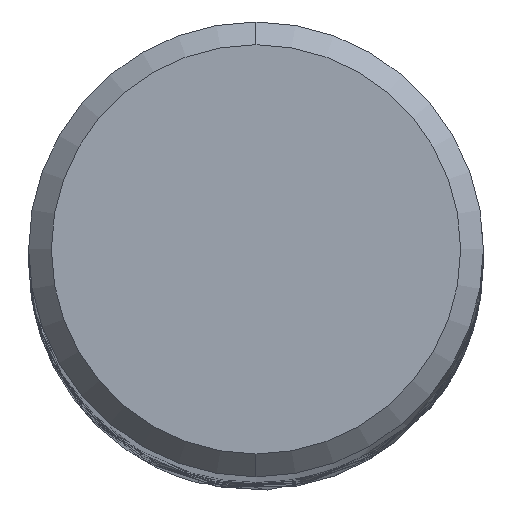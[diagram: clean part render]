
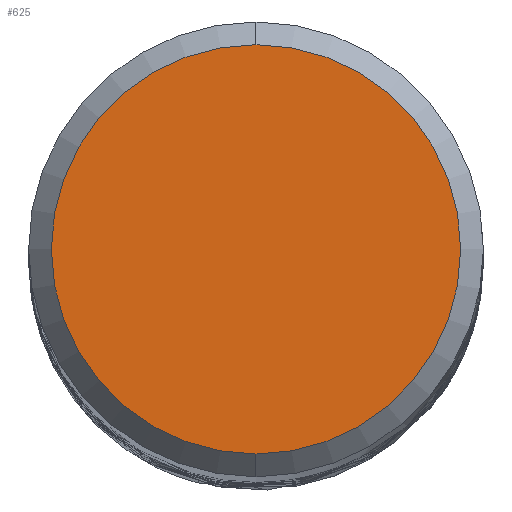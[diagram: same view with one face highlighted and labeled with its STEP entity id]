
A CAD part, top view. The second image highlights one B-rep face of the part: STEP entity #625.
In plain terms, the highlighted planar face has unit normal (0, 0, 1).
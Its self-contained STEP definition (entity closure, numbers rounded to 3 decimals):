
#367=EDGE_CURVE('',#683,#837,#997,.T.);
#625=ADVANCED_FACE('',(#1280),#1281,.T.);
#683=VERTEX_POINT('',#1345);
#837=VERTEX_POINT('',#1513);
#923=EDGE_CURVE('',#837,#683,#1605,.T.);
#997=CIRCLE('',#1756,3.6);
#1280=FACE_OUTER_BOUND('',#6750,.T.);
#1281=PLANE('',#6751);
#1345=CARTESIAN_POINT('',(0.0,3.6,0.0));
#1513=CARTESIAN_POINT('',(0.,-3.6,0.0));
#1605=CIRCLE('',#9717,3.6);
#1756=AXIS2_PLACEMENT_3D('',#9929,#9930,#9931);
#6750=EDGE_LOOP('',(#10229,#10230));
#6751=AXIS2_PLACEMENT_3D('',#10231,#10232,#10233);
#9717=AXIS2_PLACEMENT_3D('',#10555,#10556,#10557);
#9929=CARTESIAN_POINT('',(0.0,0.0,0.0));
#9930=DIRECTION('',(0.0,0.0,-1.0));
#9931=DIRECTION('',(0.0,1.0,0.0));
#10229=ORIENTED_EDGE('',*,*,#367,.F.);
#10230=ORIENTED_EDGE('',*,*,#923,.F.);
#10231=CARTESIAN_POINT('',(0.0,1.8,0.0));
#10232=DIRECTION('',(-0.0,0.0,1.0));
#10233=DIRECTION('',(0.0,-1.0,0.0));
#10555=CARTESIAN_POINT('',(0.0,0.0,0.0));
#10556=DIRECTION('',(0.0,0.0,-1.0));
#10557=DIRECTION('',(0.0,1.0,0.0));
